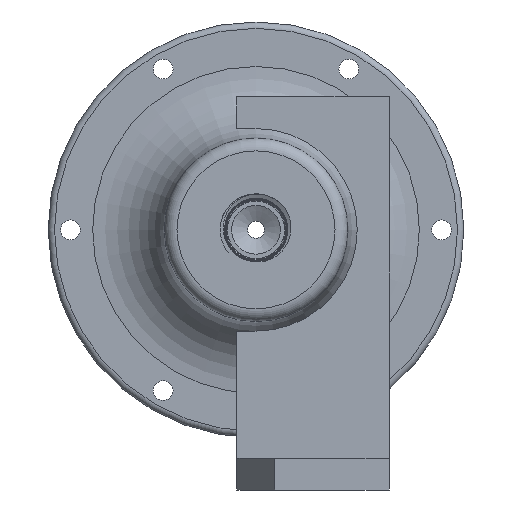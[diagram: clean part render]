
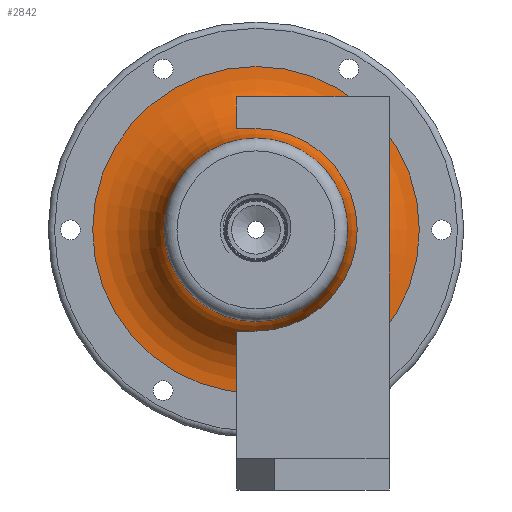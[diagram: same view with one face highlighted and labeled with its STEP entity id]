
A CAD part, left-side view. The second image highlights one B-rep face of the part: STEP entity #2842.
In plain terms, the highlighted toroidal (fillet/blend) face has major radius 25.697 mm and minor radius 11.267 mm.
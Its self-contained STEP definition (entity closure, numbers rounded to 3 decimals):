
#327=TOROIDAL_SURFACE('',#3166,25.697,11.267);
#457=FACE_OUTER_BOUND('',#665,.T.);
#665=EDGE_LOOP('',(#2459,#2460,#2461,#2462,#2463));
#836=CIRCLE('',#3165,25.697);
#837=CIRCLE('',#3167,11.267);
#838=CIRCLE('',#3168,14.43);
#839=CIRCLE('',#3169,14.43);
#1358=VERTEX_POINT('',#20813);
#1359=VERTEX_POINT('',#20816);
#1360=VERTEX_POINT('',#20818);
#1737=EDGE_CURVE('',#1358,#1358,#836,.T.);
#1738=EDGE_CURVE('',#1358,#1359,#837,.T.);
#1739=EDGE_CURVE('',#1359,#1360,#838,.T.);
#1740=EDGE_CURVE('',#1360,#1359,#839,.T.);
#2459=ORIENTED_EDGE('',*,*,#1737,.F.);
#2460=ORIENTED_EDGE('',*,*,#1738,.T.);
#2461=ORIENTED_EDGE('',*,*,#1739,.T.);
#2462=ORIENTED_EDGE('',*,*,#1740,.T.);
#2463=ORIENTED_EDGE('',*,*,#1738,.F.);
#2842=ADVANCED_FACE('',(#457),#327,.F.);
#3165=AXIS2_PLACEMENT_3D('',#20814,#3790,#3791);
#3166=AXIS2_PLACEMENT_3D('',#20815,#3792,#3793);
#3167=AXIS2_PLACEMENT_3D('',#20817,#3794,#3795);
#3168=AXIS2_PLACEMENT_3D('',#20819,#3796,#3797);
#3169=AXIS2_PLACEMENT_3D('',#20820,#3798,#3799);
#3790=DIRECTION('center_axis',(1.,0.,0.));
#3791=DIRECTION('ref_axis',(0.,0.,-1.));
#3792=DIRECTION('center_axis',(-1.,0.,0.));
#3793=DIRECTION('ref_axis',(0.,0.,-1.));
#3794=DIRECTION('center_axis',(0.,1.,0.));
#3795=DIRECTION('ref_axis',(0.,0.,1.));
#3796=DIRECTION('center_axis',(1.,0.,0.));
#3797=DIRECTION('ref_axis',(0.,0.,-1.));
#3798=DIRECTION('center_axis',(1.,0.,0.));
#3799=DIRECTION('ref_axis',(0.,0.,-1.));
#20813=CARTESIAN_POINT('',(-5.4,0.,25.697));
#20814=CARTESIAN_POINT('Origin',(-5.4,0.,0.));
#20815=CARTESIAN_POINT('Origin',(-16.667,0.,0.));
#20816=CARTESIAN_POINT('',(-16.667,0.,14.43));
#20817=CARTESIAN_POINT('Origin',(-16.667,0.,25.697));
#20818=CARTESIAN_POINT('',(-16.667,-14.43,0.));
#20819=CARTESIAN_POINT('Origin',(-16.667,0.,0.));
#20820=CARTESIAN_POINT('Origin',(-16.667,0.,0.));
